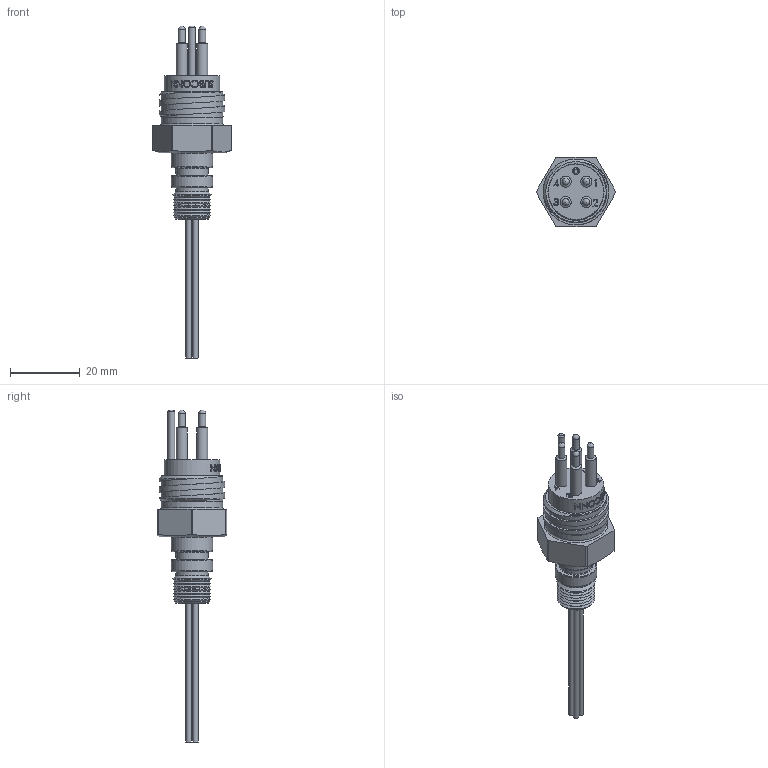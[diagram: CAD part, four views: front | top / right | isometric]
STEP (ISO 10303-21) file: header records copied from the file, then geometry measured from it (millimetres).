
FILE_DESCRIPTION(/* description */ (''),/* implementation_level */ '2;1');
FILE_NAME(/* name */ 'MCBH4M-G2 w 2 o-ring 20mm Hex.stp',/* time_stamp */ '2015-01-05T15:41:24+01:00',/* author */ ('sh'),/* organization */ (''),/* preprocessor_version */ 'ST-DEVELOPER v15.2',/* originating_system */ 'Autodesk Inventor 2014',/* authorisation */ '');
FILE_SCHEMA (('AUTOMOTIVE_DESIGN { 1 0 10303 214 3 1 1 }'));
Length unit declared in the file: inch
Products named in the file (1): MCBH4M-G2 w 2 o-ring 20mm Hex
Bounding box: 22.87 x 19.94 x 95.31 mm (x, y, z)
Volume: 6296.8 mm3; surface area: 7107.8 mm2
Topology: 11 solids, 11 shells, 284 faces, 707 edges, 473 vertices
Faces by surface type: plane 105, bspline 82, cylinder 51, cone 33, torus 13
Full cylindrical faces by diameter (mm): 1.321 x4, 1.524 x4, 1.981 x5, 1.986 x4, 2.007 x1, 3.175 x4, 5.537 x1, 7.264 x1, 9.322 x1, 9.398 x1, 11.918 x2, 13.5 x1, 15.875 x1, 15.9 x1, 17.628 x1, 17.97 x1
Entity records: 15052 total; most frequent: CARTESIAN_POINT 9144, ORIENTED_EDGE 1182, DIRECTION 981, EDGE_CURVE 591, VERTEX_POINT 436, EDGE_LOOP 393, AXIS2_PLACEMENT_3D 371, FACE_OUTER_BOUND 284
